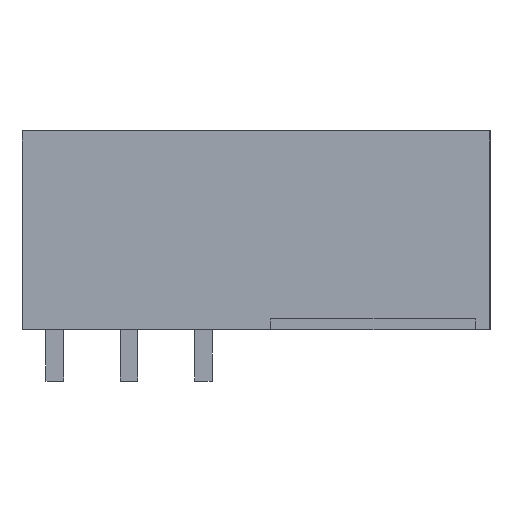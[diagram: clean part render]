
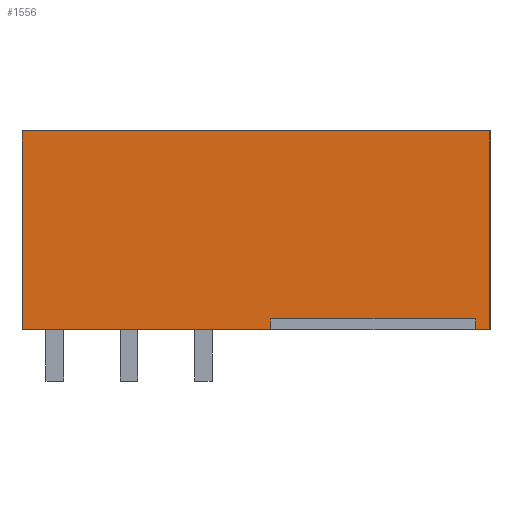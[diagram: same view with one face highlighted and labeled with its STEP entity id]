
A CAD part, left-side view. The second image highlights one B-rep face of the part: STEP entity #1556.
In plain terms, the highlighted planar face has unit normal (-1, 0, 0).
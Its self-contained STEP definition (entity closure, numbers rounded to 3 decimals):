
#1520=AXIS2_PLACEMENT_3D('Plane Axis2P3D',#1517,#1518,#1519) ;
#112=CARTESIAN_POINT('Vertex',(-40.64,0.,3.5)) ;
#115=CARTESIAN_POINT('Line Origine',(-40.64,0.,10.3)) ;
#119=CARTESIAN_POINT('Vertex',(-40.64,0.,17.1)) ;
#143=CARTESIAN_POINT('Vertex',(-40.64,-32.,3.5)) ;
#148=CARTESIAN_POINT('Line Origine',(-40.64,-31.5,3.5)) ;
#152=CARTESIAN_POINT('Vertex',(-40.64,-31.,3.5)) ;
#173=CARTESIAN_POINT('Vertex',(-40.64,-17.,3.5)) ;
#176=CARTESIAN_POINT('Line Origine',(-40.64,-8.5,3.5)) ;
#1261=CARTESIAN_POINT('Line Origine',(-40.64,-16.,17.1)) ;
#1265=CARTESIAN_POINT('Vertex',(-40.64,-32.,17.1)) ;
#1517=CARTESIAN_POINT('Axis2P3D Location',(-40.64,-32.,17.1)) ;
#1522=CARTESIAN_POINT('Line Origine',(-40.64,-17.,3.875)) ;
#1526=CARTESIAN_POINT('Vertex',(-40.64,-17.,4.25)) ;
#1529=CARTESIAN_POINT('Line Origine',(-40.64,-24.,4.25)) ;
#1533=CARTESIAN_POINT('Vertex',(-40.64,-31.,4.25)) ;
#1536=CARTESIAN_POINT('Line Origine',(-40.64,-31.,3.875)) ;
#1541=CARTESIAN_POINT('Line Origine',(-40.64,-32.,10.3)) ;
#116=DIRECTION('Vector Direction',(0.,0.,-1.)) ;
#149=DIRECTION('Vector Direction',(0.,1.,0.)) ;
#177=DIRECTION('Vector Direction',(0.,1.,0.)) ;
#1262=DIRECTION('Vector Direction',(0.,1.,0.)) ;
#1518=DIRECTION('Axis2P3D Direction',(1.,0.,0.)) ;
#1519=DIRECTION('Axis2P3D XDirection',(0.,0.,-1.)) ;
#1523=DIRECTION('Vector Direction',(0.,0.,-1.)) ;
#1530=DIRECTION('Vector Direction',(0.,1.,0.)) ;
#1537=DIRECTION('Vector Direction',(0.,0.,-1.)) ;
#1542=DIRECTION('Vector Direction',(0.,0.,-1.)) ;
#117=VECTOR('Line Direction',#116,1.) ;
#150=VECTOR('Line Direction',#149,1.) ;
#178=VECTOR('Line Direction',#177,1.) ;
#1263=VECTOR('Line Direction',#1262,1.) ;
#1524=VECTOR('Line Direction',#1523,1.) ;
#1531=VECTOR('Line Direction',#1530,1.) ;
#1538=VECTOR('Line Direction',#1537,1.) ;
#1543=VECTOR('Line Direction',#1542,1.) ;
#1547=ORIENTED_EDGE('',*,*,#1528,.F.) ;
#1548=ORIENTED_EDGE('',*,*,#1535,.F.) ;
#1549=ORIENTED_EDGE('',*,*,#1540,.T.) ;
#1550=ORIENTED_EDGE('',*,*,#154,.F.) ;
#1551=ORIENTED_EDGE('',*,*,#1545,.F.) ;
#1552=ORIENTED_EDGE('',*,*,#1267,.T.) ;
#1553=ORIENTED_EDGE('',*,*,#121,.T.) ;
#1554=ORIENTED_EDGE('',*,*,#180,.F.) ;
#1556=ADVANCED_FACE('HOUSING',(#1555),#1521,.F.) ;
#121=EDGE_CURVE('',#120,#113,#118,.T.) ;
#154=EDGE_CURVE('',#144,#153,#151,.T.) ;
#180=EDGE_CURVE('',#174,#113,#179,.T.) ;
#1267=EDGE_CURVE('',#1266,#120,#1264,.T.) ;
#1528=EDGE_CURVE('',#1527,#174,#1525,.T.) ;
#1535=EDGE_CURVE('',#1534,#1527,#1532,.T.) ;
#1540=EDGE_CURVE('',#1534,#153,#1539,.T.) ;
#1545=EDGE_CURVE('',#1266,#144,#1544,.T.) ;
#1546=EDGE_LOOP('',(#1547,#1548,#1549,#1550,#1551,#1552,#1553,#1554)) ;
#1555=FACE_OUTER_BOUND('',#1546,.T.) ;
#118=LINE('Line',#115,#117) ;
#151=LINE('Line',#148,#150) ;
#179=LINE('Line',#176,#178) ;
#1264=LINE('Line',#1261,#1263) ;
#1525=LINE('Line',#1522,#1524) ;
#1532=LINE('Line',#1529,#1531) ;
#1539=LINE('Line',#1536,#1538) ;
#1544=LINE('Line',#1541,#1543) ;
#1521=PLANE('',#1520) ;
#113=VERTEX_POINT('',#112) ;
#120=VERTEX_POINT('',#119) ;
#144=VERTEX_POINT('',#143) ;
#153=VERTEX_POINT('',#152) ;
#174=VERTEX_POINT('',#173) ;
#1266=VERTEX_POINT('',#1265) ;
#1527=VERTEX_POINT('',#1526) ;
#1534=VERTEX_POINT('',#1533) ;
